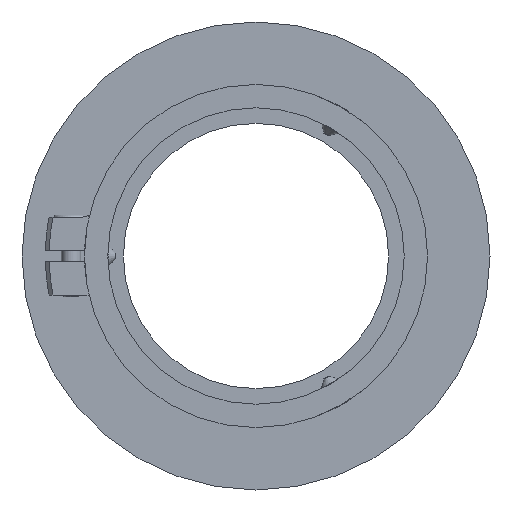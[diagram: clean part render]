
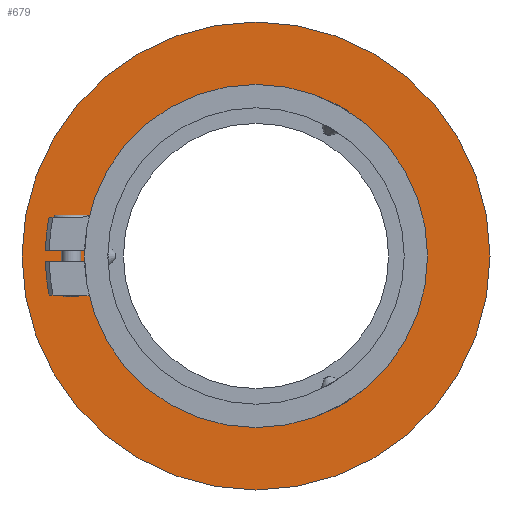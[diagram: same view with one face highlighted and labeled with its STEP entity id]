
A CAD part, left-side view. The second image highlights one B-rep face of the part: STEP entity #679.
In plain terms, the highlighted planar face has unit normal (-1, 0, 0).
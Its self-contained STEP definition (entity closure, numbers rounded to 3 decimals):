
#139=PLANE('',#4653);
#679=ADVANCED_FACE('',(#1073,#1074),#139,.F.);
#913=CIRCLE('',#4650,30.);
#914=CIRCLE('',#4652,21.);
#1073=FACE_BOUND('',#1344,.T.);
#1074=FACE_BOUND('',#1345,.T.);
#1344=EDGE_LOOP('',(#2406));
#1345=EDGE_LOOP('',(#2407));
#2406=ORIENTED_EDGE('',*,*,#3897,.F.);
#2407=ORIENTED_EDGE('',*,*,#3896,.T.);
#3286=VERTEX_POINT('',#8773);
#3287=VERTEX_POINT('',#8776);
#3896=EDGE_CURVE('',#3286,#3286,#913,.T.);
#3897=EDGE_CURVE('',#3287,#3287,#914,.T.);
#4650=AXIS2_PLACEMENT_3D('',#8772,#5089,#5090);
#4652=AXIS2_PLACEMENT_3D('',#8775,#5093,#5094);
#4653=AXIS2_PLACEMENT_3D('',#8777,#5095,#5096);
#5089=DIRECTION('',(-1.,0.,0.));
#5090=DIRECTION('',(0.,0.,1.));
#5093=DIRECTION('',(-1.,0.,0.));
#5094=DIRECTION('',(0.,0.,1.));
#5095=DIRECTION('',(1.,0.,0.));
#5096=DIRECTION('',(0.,0.,-1.));
#8772=CARTESIAN_POINT('',(13.,0.,0.));
#8773=CARTESIAN_POINT('',(13.,0.,30.));
#8775=CARTESIAN_POINT('',(13.,0.,0.));
#8776=CARTESIAN_POINT('',(13.,0.,21.));
#8777=CARTESIAN_POINT('',(13.,30.,0.));
